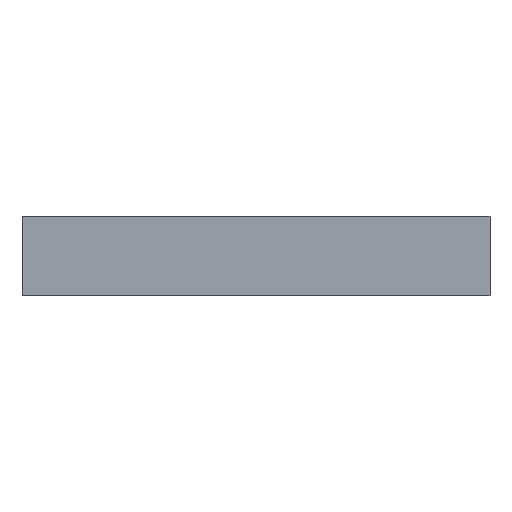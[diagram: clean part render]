
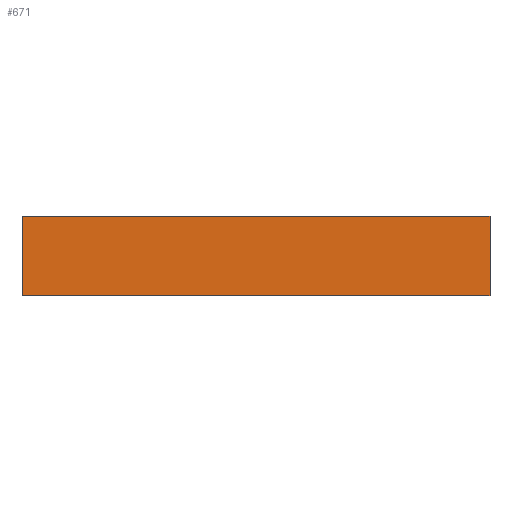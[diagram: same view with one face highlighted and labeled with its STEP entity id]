
A CAD part, top view. The second image highlights one B-rep face of the part: STEP entity #671.
In plain terms, the highlighted planar face has unit normal (0, 0, 1).
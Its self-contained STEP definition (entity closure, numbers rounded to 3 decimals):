
#658=AXIS2_PLACEMENT_3D('Plane Axis2P3D',#655,#656,#657) ;
#99=CARTESIAN_POINT('Vertex',(0.,0.,24.8)) ;
#102=CARTESIAN_POINT('Line Origine',(0.,1.4,24.8)) ;
#106=CARTESIAN_POINT('Vertex',(0.,2.8,24.8)) ;
#616=CARTESIAN_POINT('Vertex',(16.5,0.,24.8)) ;
#619=CARTESIAN_POINT('Line Origine',(8.25,0.,24.8)) ;
#636=CARTESIAN_POINT('Line Origine',(8.25,2.8,24.8)) ;
#640=CARTESIAN_POINT('Vertex',(16.5,2.8,24.8)) ;
#655=CARTESIAN_POINT('Axis2P3D Location',(0.,2.5,24.8)) ;
#660=CARTESIAN_POINT('Line Origine',(16.5,1.4,24.8)) ;
#103=DIRECTION('Vector Direction',(0.,1.,0.)) ;
#620=DIRECTION('Vector Direction',(1.,0.,0.)) ;
#637=DIRECTION('Vector Direction',(1.,0.,0.)) ;
#656=DIRECTION('Axis2P3D Direction',(0.,0.,1.)) ;
#657=DIRECTION('Axis2P3D XDirection',(1.,0.,0.)) ;
#661=DIRECTION('Vector Direction',(0.,1.,0.)) ;
#104=VECTOR('Line Direction',#103,1.) ;
#621=VECTOR('Line Direction',#620,1.) ;
#638=VECTOR('Line Direction',#637,1.) ;
#662=VECTOR('Line Direction',#661,1.) ;
#666=ORIENTED_EDGE('',*,*,#623,.T.) ;
#667=ORIENTED_EDGE('',*,*,#664,.T.) ;
#668=ORIENTED_EDGE('',*,*,#642,.F.) ;
#669=ORIENTED_EDGE('',*,*,#108,.F.) ;
#671=ADVANCED_FACE('KU',(#670),#659,.T.) ;
#108=EDGE_CURVE('',#100,#107,#105,.T.) ;
#623=EDGE_CURVE('',#100,#617,#622,.T.) ;
#642=EDGE_CURVE('',#107,#641,#639,.T.) ;
#664=EDGE_CURVE('',#617,#641,#663,.T.) ;
#665=EDGE_LOOP('',(#666,#667,#668,#669)) ;
#670=FACE_OUTER_BOUND('',#665,.T.) ;
#105=LINE('Line',#102,#104) ;
#622=LINE('Line',#619,#621) ;
#639=LINE('Line',#636,#638) ;
#663=LINE('Line',#660,#662) ;
#659=PLANE('',#658) ;
#100=VERTEX_POINT('',#99) ;
#107=VERTEX_POINT('',#106) ;
#617=VERTEX_POINT('',#616) ;
#641=VERTEX_POINT('',#640) ;
